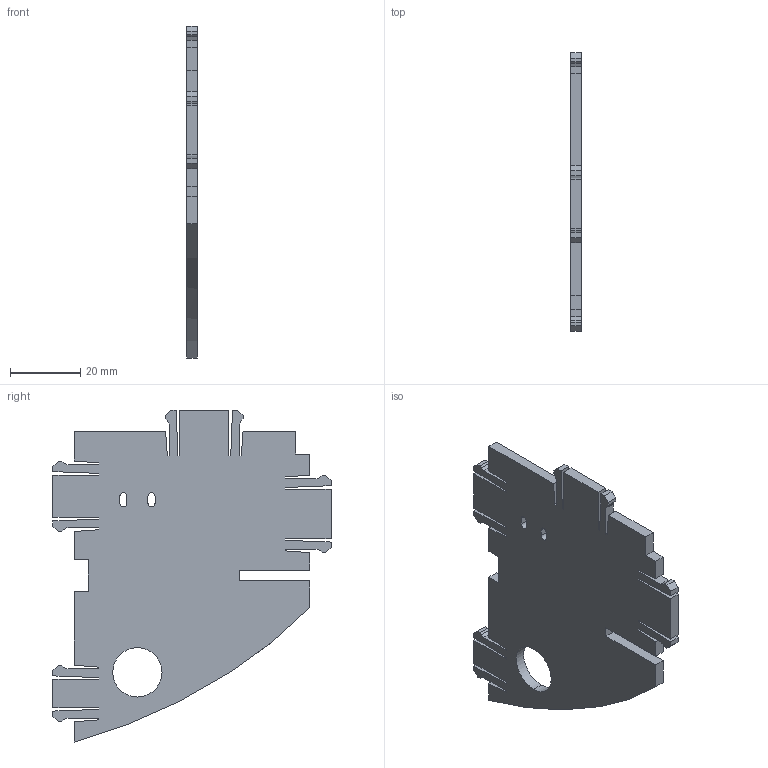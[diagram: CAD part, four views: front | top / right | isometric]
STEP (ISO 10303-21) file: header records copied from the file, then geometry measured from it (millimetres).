
FILE_DESCRIPTION (( 'STEP AP203' ), '1' );
FILE_NAME ('frame-2-3.step', '2015-02-17T13:05:57', ( 'Cesar' ), ( '' ), 'SwSTEP 2.0', 'SolidWorks 2013', '' );
FILE_SCHEMA (( 'CONFIG_CONTROL_DESIGN' ));
Length unit declared in the file: millimetre
Products named in the file (1): frame-2-3
Bounding box: 3 x 79 x 94.27 mm (x, y, z)
Volume: 14790.3 mm3; surface area: 12138.9 mm2
Topology: 1 solids, 1 shells, 124 faces, 366 edges, 244 vertices
Faces by surface type: plane 115, cylinder 8, bspline 1
Entity records: 4258 total; most frequent: CARTESIAN_POINT 845, ORIENTED_EDGE 732, DIRECTION 628, EDGE_CURVE 366, VECTOR 348, LINE 348, VERTEX_POINT 244, AXIS2_PLACEMENT_3D 140
